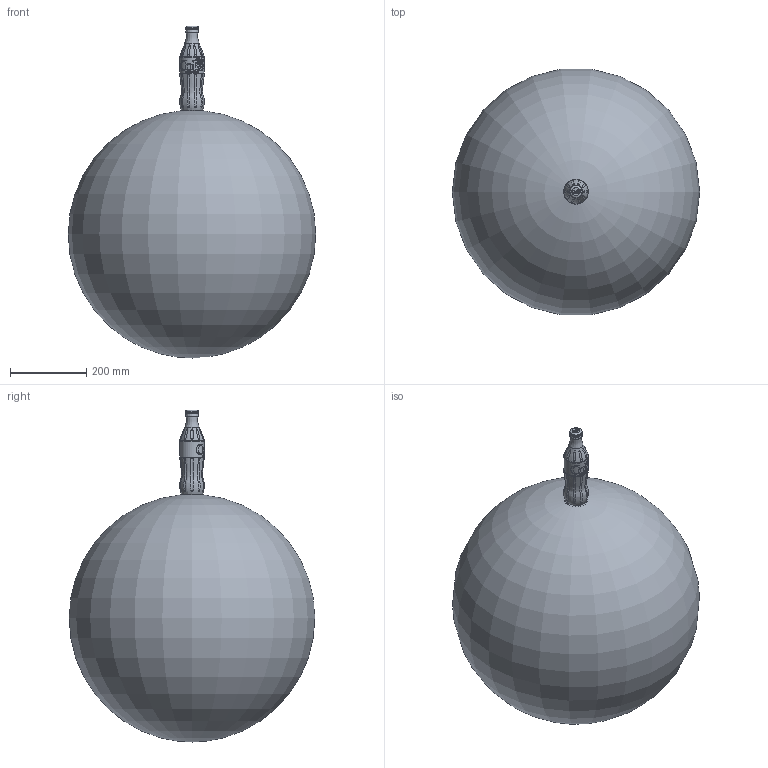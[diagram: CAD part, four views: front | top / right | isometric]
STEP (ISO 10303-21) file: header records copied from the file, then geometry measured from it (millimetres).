
FILE_DESCRIPTION(/* description */ ('STEP AP242','CAx-IF Rec.Pracs.---Representation and Presentation of Product Manufacturing Information (PMI)---4.0---2014-10-13','CAx-IF Rec.Pracs.---3D Tessellated Geometry---0.4---2014-09-14','2;1'),/* implementation_level */ '2;1');
FILE_NAME(/* name */ '66779e6b98483144c079f300',/* time_stamp */ '2024-06-23T04:02:52Z',/* author */ (''),/* organization */ (''),/* preprocessor_version */ 'ST-DEVELOPER v20',/* originating_system */ ' ',/* authorisation */ ' ');
FILE_SCHEMA (('AP242_MANAGED_MODEL_BASED_3D_ENGINEERING_MIM_LF { 1 0 10303 442 1 1 4 }'));
Products named in the file (7): Part 7; Part 1; Part 2; Part 3; Part 4; Part 5; Part 6
Bounding box: 648.96 x 644.22 x 870.74 mm (x, y, z)
Volume: 143681900.2 mm3; surface area: 1440974.1 mm2
Topology: 7 solids, 7 shells, 829 faces, 2232 edges, 1436 vertices
Faces by surface type: bspline 503, plane 194, cylinder 73, cone 37, torus 22
Full cylindrical faces by diameter (mm): 31.907 x1, 60.655 x6, 63.655 x3
Entity records: 50003 total; most frequent: CARTESIAN_POINT 33357, ORIENTED_EDGE 4366, EDGE_CURVE 2183, DIRECTION 1746, B_SPLINE_CURVE_WITH_KNOTS 1444, VERTEX_POINT 1431, FACE_BOUND 898, EDGE_LOOP 897
